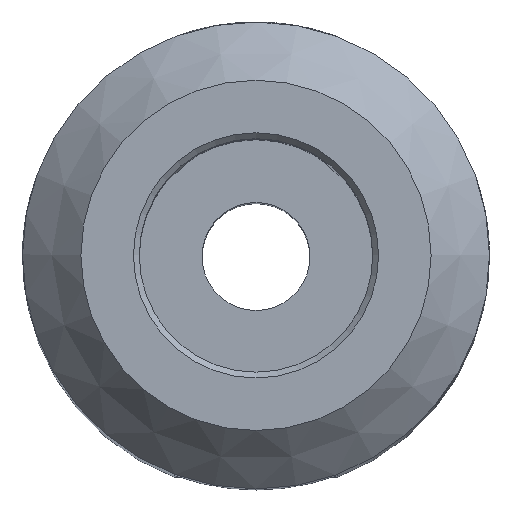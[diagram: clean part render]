
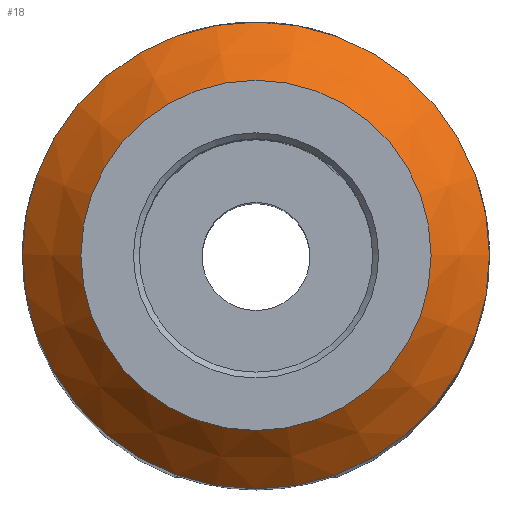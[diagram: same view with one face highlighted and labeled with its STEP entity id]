
A CAD part, top view. The second image highlights one B-rep face of the part: STEP entity #18.
In plain terms, the highlighted conical face has half-angle 45 degrees and reference radius 6 mm.
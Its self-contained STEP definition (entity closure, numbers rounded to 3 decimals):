
#18 = ADVANCED_FACE ( 'NONE', ( #292, #210 ), #1028, .T. ) ;
#42 = EDGE_LOOP ( 'NONE', ( #464 ) ) ;
#56 = CARTESIAN_POINT ( 'NONE',  ( 6., 0., 60. ) ) ;
#88 = CIRCLE ( 'NONE', #703, 6. ) ;
#98 = EDGE_CURVE ( 'NONE', #623, #623, #258, .T. ) ;
#133 = DIRECTION ( 'NONE',  ( 0., 0., -1. ) ) ;
#210 = FACE_BOUND ( 'NONE', #327, .T. ) ;
#258 = CIRCLE ( 'NONE', #809, 8. ) ;
#292 = FACE_OUTER_BOUND ( 'NONE', #42, .T. ) ;
#308 = CARTESIAN_POINT ( 'NONE',  ( 0., 0., 60. ) ) ;
#327 = EDGE_LOOP ( 'NONE', ( #973 ) ) ;
#386 = DIRECTION ( 'NONE',  ( 0., 0., -1. ) ) ;
#390 = CARTESIAN_POINT ( 'NONE',  ( 8., 0., 58. ) ) ;
#464 = ORIENTED_EDGE ( 'NONE', *, *, #98, .F. ) ;
#472 = DIRECTION ( 'NONE',  ( 1., 0., 0. ) ) ;
#493 = CARTESIAN_POINT ( 'NONE',  ( 0., 0., 58. ) ) ;
#550 = CARTESIAN_POINT ( 'NONE',  ( 0., 0., 60. ) ) ;
#623 = VERTEX_POINT ( 'NONE', #390 ) ;
#638 = DIRECTION ( 'NONE',  ( 1., 0., 0. ) ) ;
#703 = AXIS2_PLACEMENT_3D ( 'NONE', #308, #990, #638 ) ;
#717 = DIRECTION ( 'NONE',  ( -1., 0., 0. ) ) ;
#809 = AXIS2_PLACEMENT_3D ( 'NONE', #493, #133, #472 ) ;
#886 = EDGE_CURVE ( 'NONE', #922, #922, #88, .T. ) ;
#922 = VERTEX_POINT ( 'NONE', #56 ) ;
#973 = ORIENTED_EDGE ( 'NONE', *, *, #886, .F. ) ;
#986 = AXIS2_PLACEMENT_3D ( 'NONE', #550, #386, #717 ) ;
#990 = DIRECTION ( 'NONE',  ( 0., 0., 1. ) ) ;
#1028 = CONICAL_SURFACE ( 'NONE', #986, 6., 0.785 ) ;
